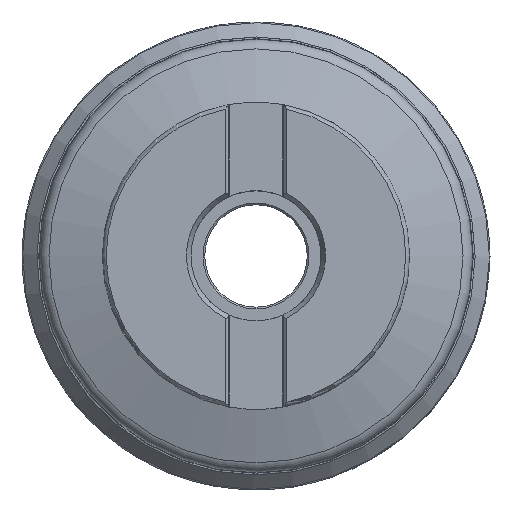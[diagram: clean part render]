
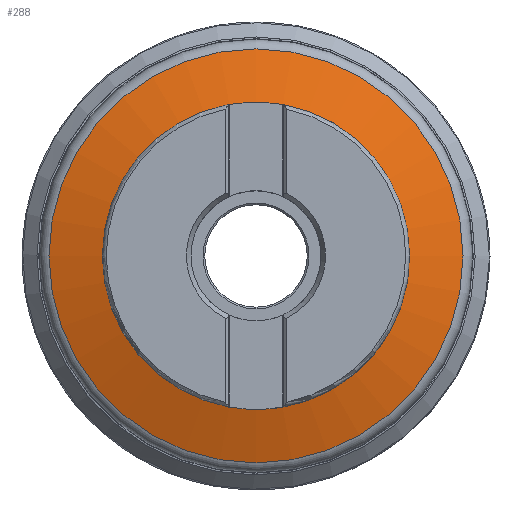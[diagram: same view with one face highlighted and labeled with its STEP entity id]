
A CAD part, top view. The second image highlights one B-rep face of the part: STEP entity #288.
In plain terms, the highlighted conical face has half-angle 72.424 degrees and reference radius 63.431 mm.
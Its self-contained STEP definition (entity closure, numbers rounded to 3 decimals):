
#246=CONICAL_SURFACE('',#1137,63.431,72.424);
#288=ADVANCED_FACE('',(#369,#370),#246,.T.);
#369=FACE_BOUND('',#475,.T.);
#370=FACE_BOUND('',#476,.T.);
#475=EDGE_LOOP('',(#643));
#476=EDGE_LOOP('',(#644));
#643=ORIENTED_EDGE('',*,*,#889,.T.);
#644=ORIENTED_EDGE('',*,*,#942,.T.);
#800=VERTEX_POINT('',#1588);
#845=VERTEX_POINT('',#1888);
#889=EDGE_CURVE('',#800,#800,#998,.T.);
#942=EDGE_CURVE('',#845,#845,#1015,.T.);
#998=CIRCLE('',#1105,43.91);
#1015=CIRCLE('',#1136,60.639);
#1105=AXIS2_PLACEMENT_3D('',#1587,#1218,#1219);
#1136=AXIS2_PLACEMENT_3D('',#1887,#1292,#1293);
#1137=AXIS2_PLACEMENT_3D('',#1889,#1294,#1295);
#1218=DIRECTION('',(0.,0.,-1.));
#1219=DIRECTION('',(1.,0.,0.));
#1292=DIRECTION('',(0.,0.,1.));
#1293=DIRECTION('',(-1.,0.,0.));
#1294=DIRECTION('',(0.,0.,-1.));
#1295=DIRECTION('',(1.,0.,0.));
#1587=CARTESIAN_POINT('',(0.,0.,30.119));
#1588=CARTESIAN_POINT('',(43.91,0.,30.119));
#1887=CARTESIAN_POINT('',(0.,0.,24.82));
#1888=CARTESIAN_POINT('',(-60.639,0.,24.82));
#1889=CARTESIAN_POINT('',(0.,0.,23.936));
